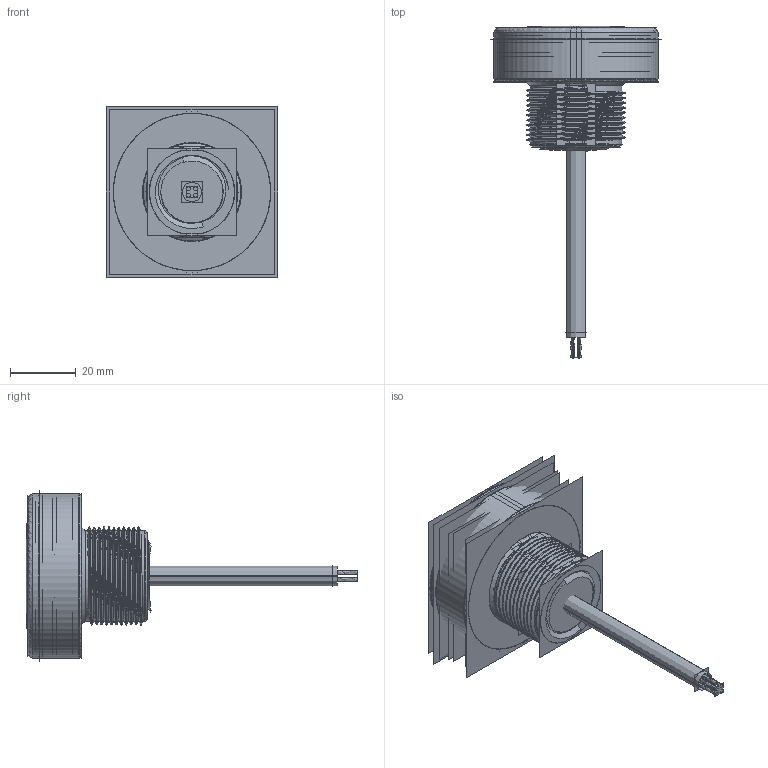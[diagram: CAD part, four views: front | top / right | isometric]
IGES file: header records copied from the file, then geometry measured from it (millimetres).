
Start section:  PTC IGES file: 200857.igs
Global section: file name: 200857.igs; native system: Creo Parametric by PTC Inc.; preprocessor: 2016260; author: pdmadmin; organization: Unknown; date: 20170509.134022; units: millimetre
Bounding box: 52.03 x 100.97 x 52 mm (x, y, z)
Volume: 23442.4 mm3; surface area: 157062.4 mm2
Topology: 4 solids, 4 shells, 782 faces, 3888 edges, 4898 vertices
Faces by surface type: revolution 432, bspline 350
